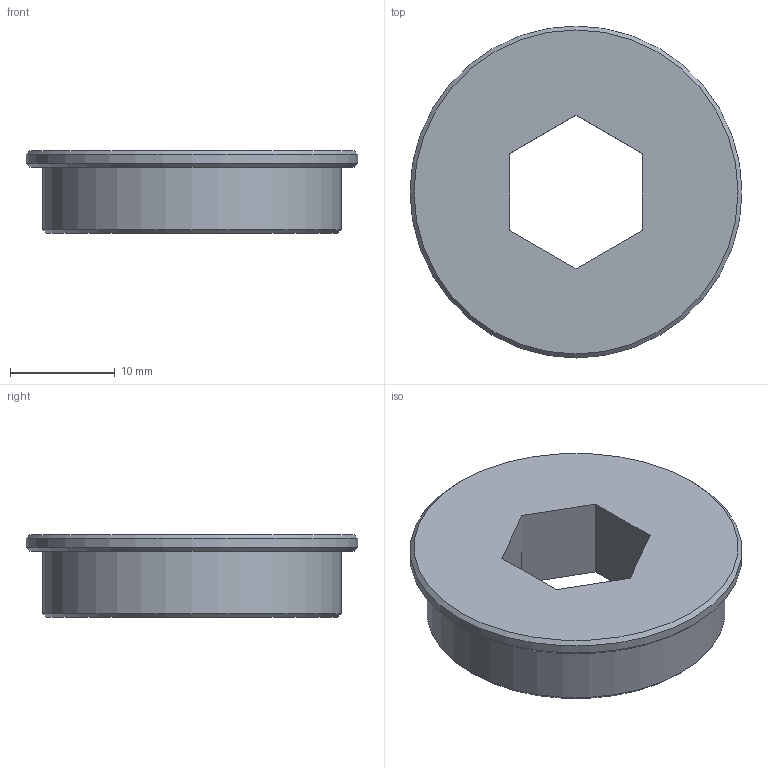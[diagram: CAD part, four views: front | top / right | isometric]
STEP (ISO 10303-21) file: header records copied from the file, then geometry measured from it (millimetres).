
FILE_DESCRIPTION(/* description */ (''),/* implementation_level */ '2;1');
FILE_NAME(/* name */ 'CRP_R_001.stp',/* time_stamp */ '2015-12-05T17:55:16-05:00',/* author */ ('Orion'),/* organization */ (''),/* preprocessor_version */ 'ST-DEVELOPER v15.6',/* originating_system */ 'Autodesk Inventor 2015',/* authorisation */ '');
FILE_SCHEMA (('AUTOMOTIVE_DESIGN { 1 0 10303 214 3 1 1 }'));
Length unit declared in the file: inch
Products named in the file (1): CRP_RE_1.25in_0.500hex
Bounding box: 31.75 x 31.75 x 7.94 mm (x, y, z)
Volume: 4199.6 mm3; surface area: 2316.6 mm2
Topology: 1 solids, 1 shells, 14 faces, 30 edges, 19 vertices
Faces by surface type: plane 9, cone 3, cylinder 2
Full cylindrical faces by diameter (mm): 28.575 x1, 31.75 x1
Entity records: 382 total; most frequent: DIRECTION 62, CARTESIAN_POINT 59, ORIENTED_EDGE 50, EDGE_CURVE 25, EDGE_LOOP 22, AXIS2_PLACEMENT_3D 22, VERTEX_POINT 19, LINE 18
